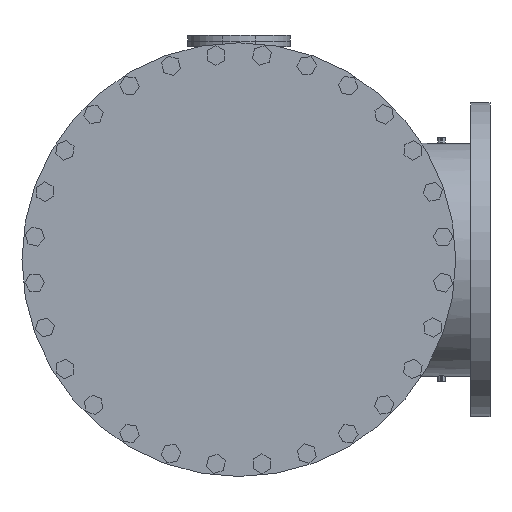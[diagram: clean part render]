
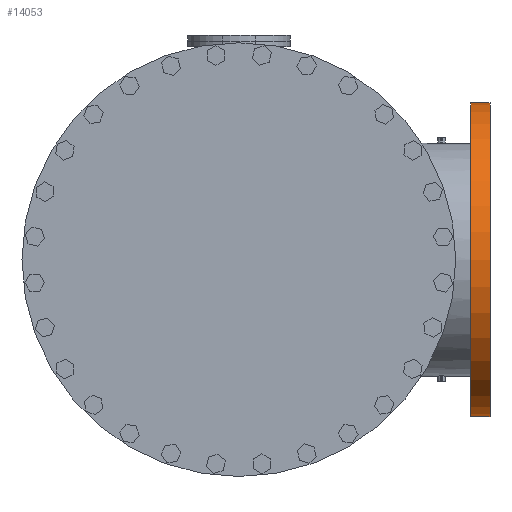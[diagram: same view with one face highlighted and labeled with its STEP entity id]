
A CAD part, left-side view. The second image highlights one B-rep face of the part: STEP entity #14053.
In plain terms, the highlighted cylindrical face has radius 349.25 mm (diameter 698.5 mm), a partial arc.
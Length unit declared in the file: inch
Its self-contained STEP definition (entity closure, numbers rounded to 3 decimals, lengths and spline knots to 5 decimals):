
#180 = CARTESIAN_POINT ( 'NONE',  ( 24.53355, -20.31, -13.75 ) ) ;
#1932 = AXIS2_PLACEMENT_3D ( 'NONE', #29855, #7858, #21426 ) ;
#2763 = CIRCLE ( 'NONE', #17233, 13.75 ) ;
#2924 = CIRCLE ( 'NONE', #29641, 13.75 ) ;
#6205 = CARTESIAN_POINT ( 'NONE',  ( 24.53355, 0., 13.75 ) ) ;
#6527 = EDGE_CURVE ( 'NONE', #19996, #30946, #11526, .T. ) ;
#6702 = DIRECTION ( 'NONE',  ( 0., 0., 1. ) ) ;
#6795 = FACE_OUTER_BOUND ( 'NONE', #35692, .T. ) ;
#7710 = EDGE_CURVE ( 'NONE', #19942, #32919, #24856, .T. ) ;
#7858 = DIRECTION ( 'NONE',  ( 0., 1., 0. ) ) ;
#8233 = ORIENTED_EDGE ( 'NONE', *, *, #22618, .F. ) ;
#11526 = LINE ( 'NONE', #6205, #31310 ) ;
#12236 = CARTESIAN_POINT ( 'NONE',  ( 24.53355, -20.31, 0. ) ) ;
#12324 = ORIENTED_EDGE ( 'NONE', *, *, #25447, .T. ) ;
#14053 = ADVANCED_FACE ( 'NONE', ( #6795 ), #34762, .T. ) ;
#14864 = ORIENTED_EDGE ( 'NONE', *, *, #6527, .T. ) ;
#16823 = DIRECTION ( 'NONE',  ( 0., 1., 0. ) ) ;
#17097 = VECTOR ( 'NONE', #16823, 39.37008 ) ;
#17233 = AXIS2_PLACEMENT_3D ( 'NONE', #34994, #27168, #35469 ) ;
#19473 = CARTESIAN_POINT ( 'NONE',  ( 24.53355, 0., -13.75 ) ) ;
#19942 = VERTEX_POINT ( 'NONE', #25873 ) ;
#19996 = VERTEX_POINT ( 'NONE', #28752 ) ;
#21426 = DIRECTION ( 'NONE',  ( 0., 0., 1. ) ) ;
#22543 = DIRECTION ( 'NONE',  ( 0., 1., 0. ) ) ;
#22618 = EDGE_CURVE ( 'NONE', #32919, #30946, #2924, .T. ) ;
#24856 = LINE ( 'NONE', #19473, #17097 ) ;
#25447 = EDGE_CURVE ( 'NONE', #19942, #19996, #2763, .T. ) ;
#25873 = CARTESIAN_POINT ( 'NONE',  ( 24.53355, -22., -13.75 ) ) ;
#25940 = CARTESIAN_POINT ( 'NONE',  ( 24.53355, -20.31, 13.75 ) ) ;
#26219 = ORIENTED_EDGE ( 'NONE', *, *, #7710, .F. ) ;
#27168 = DIRECTION ( 'NONE',  ( 0., 1., 0. ) ) ;
#28608 = DIRECTION ( 'NONE',  ( 0., 1., 0. ) ) ;
#28752 = CARTESIAN_POINT ( 'NONE',  ( 24.53355, -22., 13.75 ) ) ;
#29641 = AXIS2_PLACEMENT_3D ( 'NONE', #12236, #28608, #6702 ) ;
#29855 = CARTESIAN_POINT ( 'NONE',  ( 24.53355, 0., 0. ) ) ;
#30946 = VERTEX_POINT ( 'NONE', #25940 ) ;
#31310 = VECTOR ( 'NONE', #22543, 39.37008 ) ;
#32919 = VERTEX_POINT ( 'NONE', #180 ) ;
#34762 = CYLINDRICAL_SURFACE ( 'NONE', #1932, 13.75 ) ;
#34994 = CARTESIAN_POINT ( 'NONE',  ( 24.53355, -22., 0. ) ) ;
#35469 = DIRECTION ( 'NONE',  ( 0., 0., 1. ) ) ;
#35692 = EDGE_LOOP ( 'NONE', ( #26219, #12324, #14864, #8233 ) ) ;
